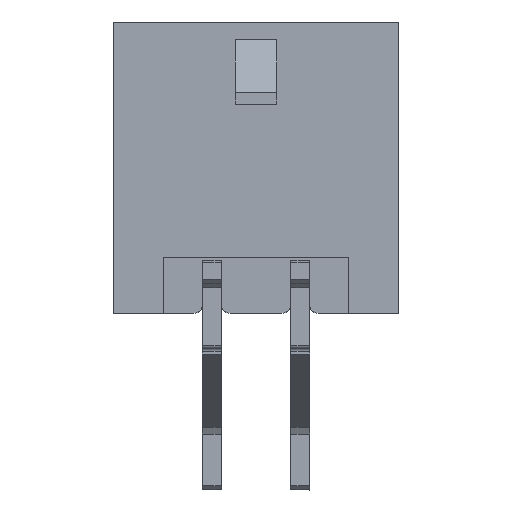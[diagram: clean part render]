
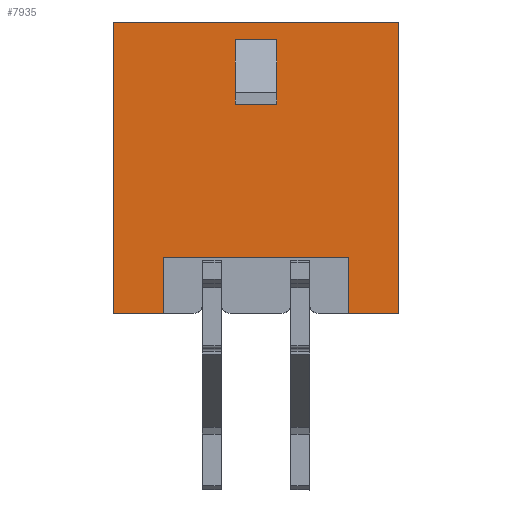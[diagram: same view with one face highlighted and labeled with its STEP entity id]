
A CAD part, top view. The second image highlights one B-rep face of the part: STEP entity #7935.
In plain terms, the highlighted face is planar.
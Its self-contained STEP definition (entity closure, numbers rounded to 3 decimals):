
#1045=ORIENTED_EDGE('',*,*,#2022,.T.);
#1046=ORIENTED_EDGE('',*,*,#2027,.T.);
#1047=ORIENTED_EDGE('',*,*,#2354,.F.);
#1048=ORIENTED_EDGE('',*,*,#2316,.T.);
#1049=ORIENTED_EDGE('',*,*,#2324,.T.);
#1050=ORIENTED_EDGE('',*,*,#2308,.F.);
#1051=ORIENTED_EDGE('',*,*,#2353,.F.);
#1052=ORIENTED_EDGE('',*,*,#2025,.T.);
#1053=ORIENTED_EDGE('',*,*,#2040,.F.);
#1054=ORIENTED_EDGE('',*,*,#2033,.F.);
#1055=ORIENTED_EDGE('',*,*,#2037,.T.);
#1056=ORIENTED_EDGE('',*,*,#2029,.T.);
#2022=EDGE_CURVE('',#2834,#2835,#3402,.T.);
#2025=EDGE_CURVE('',#2836,#2834,#3405,.T.);
#2027=EDGE_CURVE('',#2835,#2837,#3407,.T.);
#2029=EDGE_CURVE('',#2838,#2839,#3409,.T.);
#2033=EDGE_CURVE('',#2842,#2843,#3413,.T.);
#2037=EDGE_CURVE('',#2842,#2838,#3417,.T.);
#2040=EDGE_CURVE('',#2843,#2839,#3420,.T.);
#2308=EDGE_CURVE('',#3034,#3035,#3674,.T.);
#2316=EDGE_CURVE('',#3040,#3039,#3682,.T.);
#2324=EDGE_CURVE('',#3039,#3035,#3690,.T.);
#2353=EDGE_CURVE('',#2836,#3034,#3719,.T.);
#2354=EDGE_CURVE('',#3040,#2837,#3720,.T.);
#2834=VERTEX_POINT('',#10421);
#2835=VERTEX_POINT('',#10422);
#2836=VERTEX_POINT('',#10427);
#2837=VERTEX_POINT('',#10431);
#2838=VERTEX_POINT('',#10435);
#2839=VERTEX_POINT('',#10436);
#2842=VERTEX_POINT('',#10444);
#2843=VERTEX_POINT('',#10445);
#3034=VERTEX_POINT('',#10994);
#3035=VERTEX_POINT('',#10996);
#3039=VERTEX_POINT('',#11008);
#3040=VERTEX_POINT('',#11010);
#3402=LINE('',#10420,#4190);
#3405=LINE('',#10426,#4193);
#3407=LINE('',#10430,#4195);
#3409=LINE('',#10434,#4197);
#3413=LINE('',#10443,#4201);
#3417=LINE('',#10452,#4205);
#3420=LINE('',#10457,#4208);
#3674=LINE('',#10995,#4462);
#3682=LINE('',#11009,#4470);
#3690=LINE('',#11022,#4478);
#3719=LINE('',#11070,#4507);
#3720=LINE('',#11072,#4508);
#4190=VECTOR('',#8790,1000.);
#4193=VECTOR('',#8795,1000.);
#4195=VECTOR('',#8799,1000.);
#4197=VECTOR('',#8803,1000.);
#4201=VECTOR('',#8809,1000.);
#4205=VECTOR('',#8815,1000.);
#4208=VECTOR('',#8822,1000.);
#4462=VECTOR('',#9266,1000.);
#4470=VECTOR('',#9276,1000.);
#4478=VECTOR('',#9286,1000.);
#4507=VECTOR('',#9343,1000.);
#4508=VECTOR('',#9346,1000.);
#4937=EDGE_LOOP('',(#1045,#1046,#1047,#1048,#1049,#1050,#1051,#1052));
#4938=EDGE_LOOP('',(#1053,#1054,#1055,#1056));
#5249=FACE_BOUND('',#4937,.T.);
#5250=FACE_BOUND('',#4938,.T.);
#5539=PLANE('',#8273);
#7935=ADVANCED_FACE('',(#5249,#5250),#5539,.T.);
#8273=AXIS2_PLACEMENT_3D('',#11071,#9344,#9345);
#8790=DIRECTION('',(1.,0.,0.));
#8795=DIRECTION('',(0.,0.,1.));
#8799=DIRECTION('',(0.,0.,-1.));
#8803=DIRECTION('',(0.,0.,1.));
#8809=DIRECTION('',(0.,0.,1.));
#8815=DIRECTION('',(-1.,0.,0.));
#8822=DIRECTION('',(-1.,0.,0.));
#9266=DIRECTION('',(0.,0.,1.));
#9276=DIRECTION('',(0.,0.,1.));
#9286=DIRECTION('',(-1.,0.,0.));
#9343=DIRECTION('',(-1.,0.,0.));
#9344=DIRECTION('',(0.,-1.,0.));
#9345=DIRECTION('',(0.,0.,-1.));
#9346=DIRECTION('',(-1.,0.,0.));
#10420=CARTESIAN_POINT('',(-3.15,-3.43,-3.05));
#10421=CARTESIAN_POINT('',(-3.15,-3.43,-3.05));
#10422=CARTESIAN_POINT('',(3.15,-3.43,-3.05));
#10426=CARTESIAN_POINT('',(-3.15,-3.43,-4.95));
#10427=CARTESIAN_POINT('',(-3.15,-3.43,-4.95));
#10430=CARTESIAN_POINT('',(3.15,-3.43,-3.05));
#10431=CARTESIAN_POINT('',(3.15,-3.43,-4.95));
#10434=CARTESIAN_POINT('',(-0.7,-3.43,2.15));
#10435=CARTESIAN_POINT('',(-0.7,-3.43,2.15));
#10436=CARTESIAN_POINT('',(-0.7,-3.43,4.35));
#10443=CARTESIAN_POINT('',(0.7,-3.43,2.15));
#10444=CARTESIAN_POINT('',(0.7,-3.43,2.15));
#10445=CARTESIAN_POINT('',(0.7,-3.43,4.35));
#10452=CARTESIAN_POINT('',(0.7,-3.43,2.15));
#10457=CARTESIAN_POINT('',(0.7,-3.43,4.35));
#10994=CARTESIAN_POINT('',(-4.85,-3.43,-4.95));
#10995=CARTESIAN_POINT('',(-4.85,-3.43,-4.95));
#10996=CARTESIAN_POINT('',(-4.85,-3.43,4.95));
#11008=CARTESIAN_POINT('',(4.85,-3.43,4.95));
#11009=CARTESIAN_POINT('',(4.85,-3.43,-4.95));
#11010=CARTESIAN_POINT('',(4.85,-3.43,-4.95));
#11022=CARTESIAN_POINT('',(4.85,-3.43,4.95));
#11070=CARTESIAN_POINT('',(4.85,-3.43,-4.95));
#11071=CARTESIAN_POINT('',(4.85,-3.43,-4.95));
#11072=CARTESIAN_POINT('',(4.85,-3.43,-4.95));
